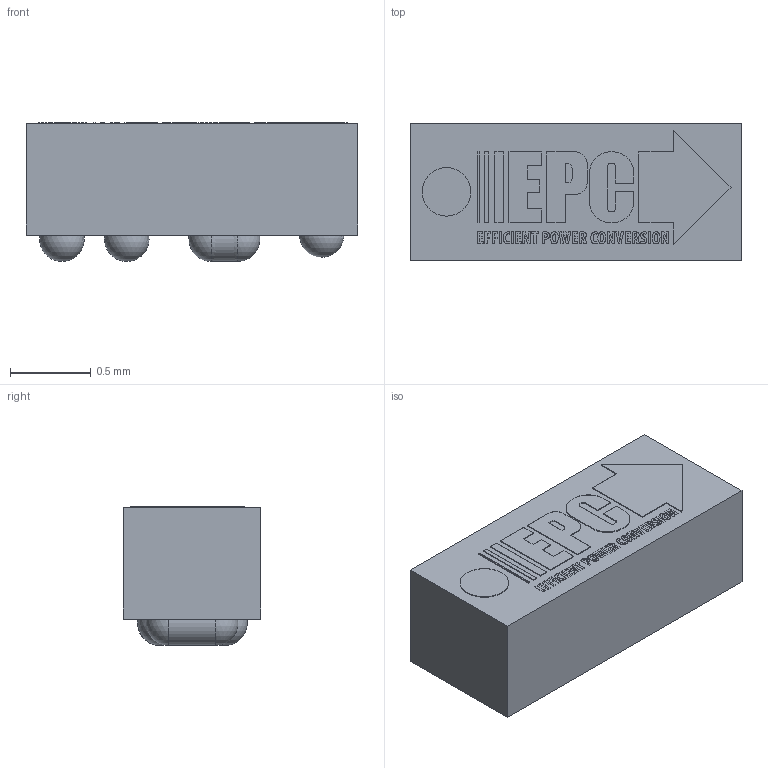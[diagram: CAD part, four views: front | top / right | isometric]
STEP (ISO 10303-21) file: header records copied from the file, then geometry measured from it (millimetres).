
FILE_DESCRIPTION(('FreeCAD Model'),'2;1');
FILE_NAME('Open CASCADE Shape Model','2023-11-27T12:50:16',(''),(''), 'Open CASCADE STEP processor 7.6','FreeCAD','Unknown');
FILE_SCHEMA(('AUTOMOTIVE_DESIGN { 1 0 10303 214 1 1 1 1 }'));
Length unit declared in the file: millimetre
Products named in the file (64): D0221; EPClogo1_5mm; 1.5mm007; 1.5mm; 1.5mm001; 1.5mm002; 1.5mm003; 1.5mm004; 1.5mm005; 1.5mm006; Extrude024; Extrude; Extrude001; Extrude002; Extrude003; Extrude004; Extrude005; Extrude006; Extrude007; Extrude008; Extrude009; Extrude010; Extrude011; Extrude012; Extrude013; Extrude014; Extrude015; Extrude016; Extrude017; Extrude018; Extrude019; Extrude020; Extrude021; Extrude022; Extrude023; 7801949456; Sphere; 7801949456001; 7801948816; Cylinder ...
Assembly tree (76 placements, depth 4):
  D0221
    EPClogo1_5mm
      1.5mm007
        1.5mm
        1.5mm001
        1.5mm002
        1.5mm003
        1.5mm004
        1.5mm005
        1.5mm006
      Extrude024
        Extrude
        Extrude001
        Extrude002
        Extrude003
        Extrude004
        Extrude005
        Extrude006
        Extrude007
        Extrude008
        Extrude009
        Extrude010
        Extrude011
        Extrude012
        Extrude013
        Extrude014
        Extrude015
        Extrude016
        Extrude017
        Extrude018
        Extrude019
        Extrude020
        Extrude021
        Extrude022
        Extrude023
    7801949456
      Sphere
    7801949456001
      Sphere
    7801948816
      Cylinder
    7801949456002
      Sphere
    7801949456003
      Sphere
    7801948816001
      Cylinder
    7801948816002
      Cylinder
    7801949456004
      Sphere
    7801949456005
      Sphere
    5946191728
      Cylinder003
    5946192048
      Sphere006
    5946191728001
      Cylinder003
    5946192048001
Bounding box: 2.05 x 0.85 x 0.86 mm (x, y, z)
Volume: 1.4 mm3; surface area: 13.7 mm2
Topology: 52 solids, 52 shells, 526 faces, 1338 edges, 892 vertices
Faces by surface type: plane 250, bspline 152, extrusion 104, sphere 12, cylinder 8
Full cylindrical faces by diameter (mm): 0.276 x7, 0.3 x1
Entity records: 16835 total; most frequent: CARTESIAN_POINT 4541, ORIENTED_EDGE 2580, DIRECTION 1432, EDGE_CURVE 1290, VERTEX_POINT 863, VECTOR 764, B_SPLINE_CURVE_WITH_KNOTS 726, LINE 660
